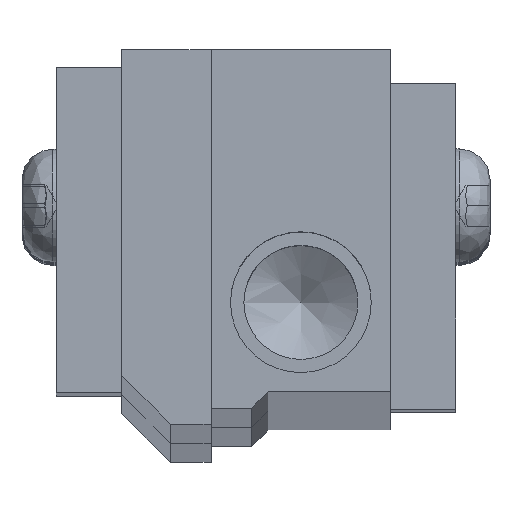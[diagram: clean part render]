
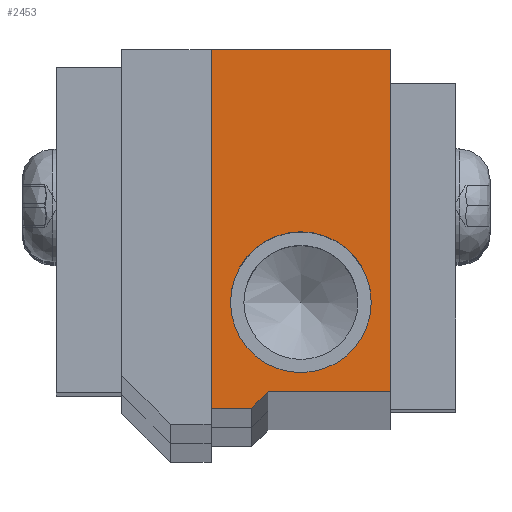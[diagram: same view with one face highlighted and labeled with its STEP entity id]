
A CAD part, top view. The second image highlights one B-rep face of the part: STEP entity #2453.
In plain terms, the highlighted planar face has unit normal (0, 0, 1).
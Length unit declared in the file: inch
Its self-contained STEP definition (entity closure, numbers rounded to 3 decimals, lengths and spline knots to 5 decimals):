
#616=CARTESIAN_POINT('',(0.583,0.03125,42.));
#617=VERTEX_POINT('',#616);
#618=CARTESIAN_POINT('',(0.313,0.03125,42.));
#619=DIRECTION('',(0.0,0.0,-1.0));
#620=DIRECTION('',(1.0,0.0,0.0));
#621=AXIS2_PLACEMENT_3D('',#618,#619,#620);
#622=CIRCLE('',#621,0.27);
#623=EDGE_CURVE('',#617,#617,#622,.T.);
#697=CARTESIAN_POINT('',(0.65675,1.0,42.));
#698=VERTEX_POINT('',#697);
#699=CARTESIAN_POINT('',(0.65675,-0.3125,42.));
#700=VERTEX_POINT('',#699);
#701=CARTESIAN_POINT('',(0.65675,1.0,42.));
#702=DIRECTION('',(0.0,-1.0,0.0));
#703=VECTOR('',#702,1.3125);
#704=LINE('',#701,#703);
#705=EDGE_CURVE('',#698,#700,#704,.T.);
#2227=CARTESIAN_POINT('',(0.125,-0.375,42.));
#2228=VERTEX_POINT('',#2227);
#2229=CARTESIAN_POINT('',(-0.03125,-0.375,42.));
#2230=VERTEX_POINT('',#2229);
#2231=CARTESIAN_POINT('',(0.125,-0.375,42.));
#2232=DIRECTION('',(-1.0,0.0,0.0));
#2233=VECTOR('',#2232,0.15625);
#2234=LINE('',#2231,#2233);
#2235=EDGE_CURVE('',#2228,#2230,#2234,.T.);
#2267=CARTESIAN_POINT('',(-0.03125,1.0,42.));
#2268=VERTEX_POINT('',#2267);
#2269=CARTESIAN_POINT('',(-0.03125,-0.375,42.));
#2270=DIRECTION('',(0.0,1.0,0.0));
#2271=VECTOR('',#2270,1.375);
#2272=LINE('',#2269,#2271);
#2273=EDGE_CURVE('',#2230,#2268,#2272,.T.);
#2367=CARTESIAN_POINT('',(-0.03125,1.0,42.));
#2368=DIRECTION('',(1.0,0.0,0.0));
#2369=VECTOR('',#2368,0.688);
#2370=LINE('',#2367,#2369);
#2371=EDGE_CURVE('',#2268,#698,#2370,.T.);
#2389=CARTESIAN_POINT('',(0.1875,-0.3125,42.));
#2390=VERTEX_POINT('',#2389);
#2391=CARTESIAN_POINT('',(0.65675,-0.3125,42.));
#2392=DIRECTION('',(-1.0,0.0,0.0));
#2393=VECTOR('',#2392,0.46925);
#2394=LINE('',#2391,#2393);
#2395=EDGE_CURVE('',#700,#2390,#2394,.T.);
#2420=CARTESIAN_POINT('',(0.1875,-0.3125,42.));
#2421=DIRECTION('',(-0.707,-0.707,0.0));
#2422=VECTOR('',#2421,0.08839);
#2423=LINE('',#2420,#2422);
#2424=EDGE_CURVE('',#2390,#2228,#2423,.T.);
#2437=CARTESIAN_POINT('',(0.3065,0.32602,42.));
#2438=DIRECTION('',(0.0,0.0,1.0));
#2439=DIRECTION('',(1.0,0.0,0.0));
#2440=AXIS2_PLACEMENT_3D('',#2437,#2438,#2439);
#2441=PLANE('',#2440);
#2442=ORIENTED_EDGE('',*,*,#2235,.F.);
#2443=ORIENTED_EDGE('',*,*,#2424,.F.);
#2444=ORIENTED_EDGE('',*,*,#2395,.F.);
#2445=ORIENTED_EDGE('',*,*,#705,.F.);
#2446=ORIENTED_EDGE('',*,*,#2371,.F.);
#2447=ORIENTED_EDGE('',*,*,#2273,.F.);
#2448=EDGE_LOOP('',(#2442,#2443,#2444,#2445,#2446,#2447));
#2449=FACE_OUTER_BOUND('',#2448,.T.);
#2450=ORIENTED_EDGE('',*,*,#623,.T.);
#2451=EDGE_LOOP('',(#2450));
#2452=FACE_BOUND('',#2451,.T.);
#2453=ADVANCED_FACE('',(#2449,#2452),#2441,.T.);
